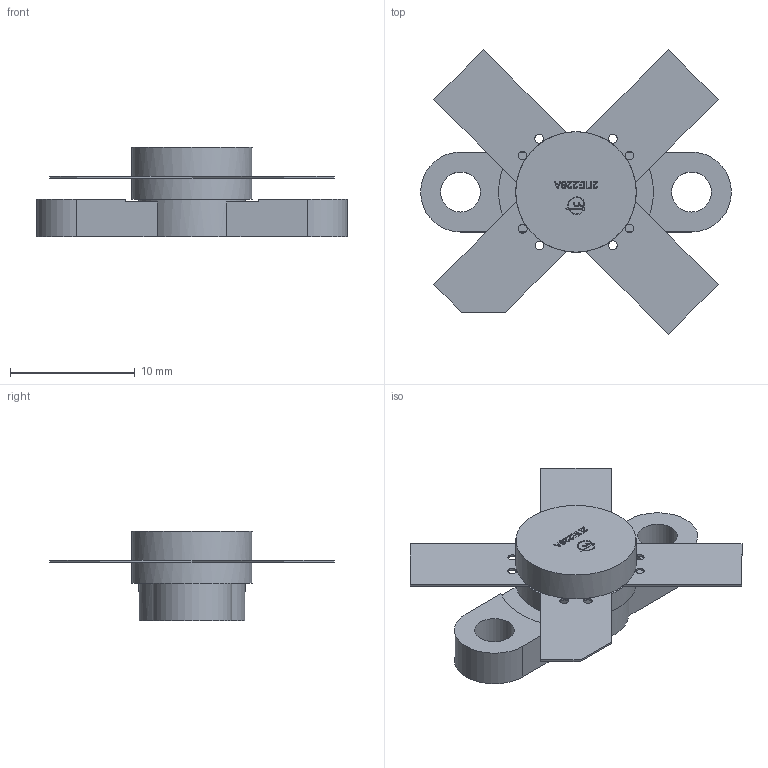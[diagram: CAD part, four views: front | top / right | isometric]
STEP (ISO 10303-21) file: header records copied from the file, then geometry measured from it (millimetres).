
FILE_DESCRIPTION(('STEP AP242'), '1');
FILE_NAME('櫻蠉錪', '', ('UNSPECIFIED'), ('UNSPECIFIED'), 'C3D Converter', 'C3D Toolkit', '');
FILE_SCHEMA(('AP242_MANAGED_MODEL_BASED_3D_ENGINEERING_MIM_LF { 1 0 10303 442 1 1 4 }'));
Length unit declared in the file: millimetre
Bounding box: 24.9 x 22.8 x 7.2 mm (x, y, z)
Volume: 757.8 mm3; surface area: 1086.7 mm2
Topology: 1 solids, 1 shells, 221 faces, 604 edges, 397 vertices
Faces by surface type: plane 106, extrusion 83, cylinder 32
Full cylindrical faces by diameter (mm): 0.236 x1, 0.7 x8, 3.2 x2, 8.5 x1, 9.65 x2
Entity records: 8844 total; most frequent: CARTESIAN_POINT 1707, ORIENTED_EDGE 1180, DIRECTION 868, EDGE_CURVE 590, VECTOR 424, VERTEX_POINT 397, LINE 341, EDGE_LOOP 267
